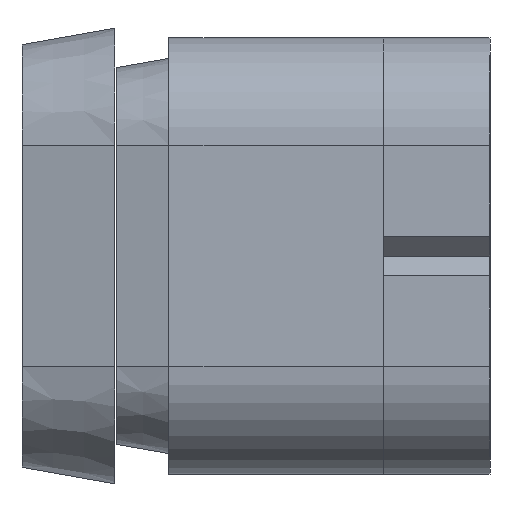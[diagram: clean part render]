
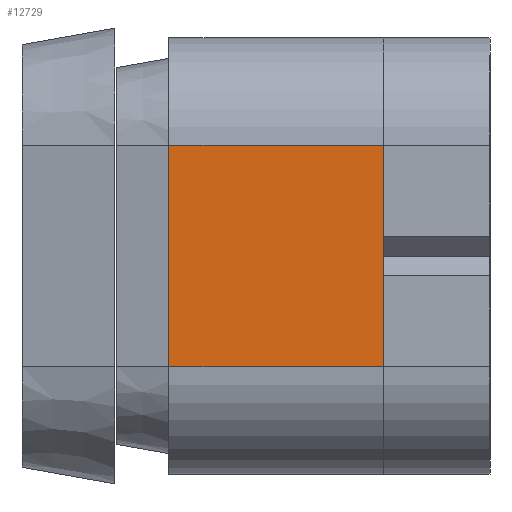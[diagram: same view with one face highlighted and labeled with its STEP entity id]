
A CAD part, left-side view. The second image highlights one B-rep face of the part: STEP entity #12729.
In plain terms, the highlighted planar face has unit normal (-1, 0, 0).
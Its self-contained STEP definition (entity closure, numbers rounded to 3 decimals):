
#225 = DIRECTION ( 'NONE',  ( 0., 0., 1. ) ) ;
#226 = CARTESIAN_POINT ( 'NONE',  ( -12.55, 12.35, 6.35 ) ) ;
#573 = LINE ( 'NONE', #226, #5798 ) ;
#740 = DIRECTION ( 'NONE',  ( 0., 0., -1. ) ) ;
#746 = DIRECTION ( 'NONE',  ( 1., 0., 0. ) ) ;
#771 = CARTESIAN_POINT ( 'NONE',  ( -12.55, 12.35, -6.35 ) ) ;
#1039 = PLANE ( 'NONE',  #3737 ) ;
#2733 = CARTESIAN_POINT ( 'NONE',  ( -12.55, 12.35, 6.35 ) ) ;
#3204 = EDGE_CURVE ( 'NONE', #9315, #10043, #573, .T. ) ;
#3299 = EDGE_CURVE ( 'NONE', #8623, #9315, #13077, .T. ) ;
#3737 = AXIS2_PLACEMENT_3D ( 'NONE', #771, #746, #740 ) ;
#4035 = VERTEX_POINT ( 'NONE', #10699 ) ;
#4144 = FACE_OUTER_BOUND ( 'NONE', #14275, .T. ) ;
#4183 = EDGE_CURVE ( 'NONE', #4035, #8623, #9918, .T. ) ;
#4432 = LINE ( 'NONE', #13453, #11394 ) ;
#5798 = VECTOR ( 'NONE', #225, 1000. ) ;
#6087 = EDGE_CURVE ( 'NONE', #10043, #4035, #4432, .T. ) ;
#6282 = VECTOR ( 'NONE', #9591, 1000. ) ;
#6570 = CARTESIAN_POINT ( 'NONE',  ( -12.55, 12.35, -6.35 ) ) ;
#7551 = ORIENTED_EDGE ( 'NONE', *, *, #6087, .F. ) ;
#8623 = VERTEX_POINT ( 'NONE', #11866 ) ;
#9315 = VERTEX_POINT ( 'NONE', #6570 ) ;
#9369 = ORIENTED_EDGE ( 'NONE', *, *, #3204, .F. ) ;
#9591 = DIRECTION ( 'NONE',  ( 0., 0., -1. ) ) ;
#9749 = CARTESIAN_POINT ( 'NONE',  ( -12.55, 0., -6.35 ) ) ;
#9918 = LINE ( 'NONE', #9749, #6282 ) ;
#10043 = VERTEX_POINT ( 'NONE', #2733 ) ;
#10699 = CARTESIAN_POINT ( 'NONE',  ( -12.55, 0., 6.35 ) ) ;
#10891 = ORIENTED_EDGE ( 'NONE', *, *, #3299, .F. ) ;
#11394 = VECTOR ( 'NONE', #13438, 1000. ) ;
#11866 = CARTESIAN_POINT ( 'NONE',  ( -12.55, 0., -6.35 ) ) ;
#12729 = ADVANCED_FACE ( 'NONE', ( #4144 ), #1039, .F. ) ;
#12865 = ORIENTED_EDGE ( 'NONE', *, *, #4183, .F. ) ;
#13077 = LINE ( 'NONE', #14831, #14880 ) ;
#13438 = DIRECTION ( 'NONE',  ( 0., -1., 0. ) ) ;
#13453 = CARTESIAN_POINT ( 'NONE',  ( -12.55, 12.35, 6.35 ) ) ;
#14275 = EDGE_LOOP ( 'NONE', ( #7551, #9369, #10891, #12865 ) ) ;
#14831 = CARTESIAN_POINT ( 'NONE',  ( -12.55, 12.35, -6.35 ) ) ;
#14844 = DIRECTION ( 'NONE',  ( 0., 1., 0. ) ) ;
#14880 = VECTOR ( 'NONE', #14844, 1000. ) ;
